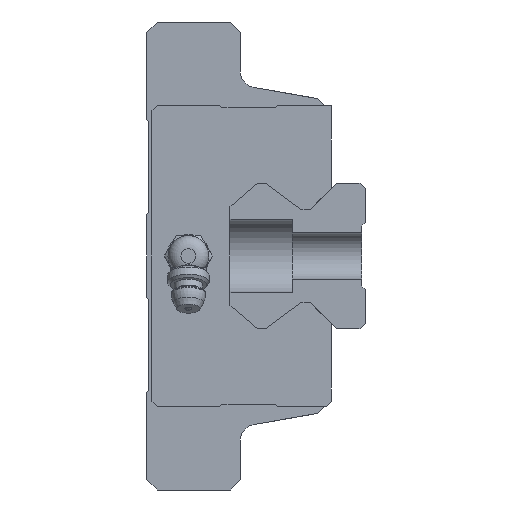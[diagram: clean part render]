
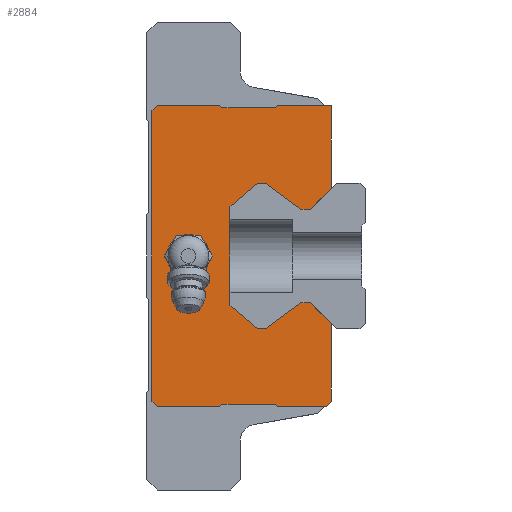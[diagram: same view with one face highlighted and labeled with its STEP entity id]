
A CAD part, left-side view. The second image highlights one B-rep face of the part: STEP entity #2884.
In plain terms, the highlighted planar face has unit normal (-1, 0, 0).
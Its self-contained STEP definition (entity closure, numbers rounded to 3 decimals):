
#640=ORIENTED_EDGE('',*,*,#1194,.F.);
#641=ORIENTED_EDGE('',*,*,#1223,.F.);
#642=ORIENTED_EDGE('',*,*,#1221,.F.);
#643=ORIENTED_EDGE('',*,*,#1219,.F.);
#644=ORIENTED_EDGE('',*,*,#1217,.F.);
#645=ORIENTED_EDGE('',*,*,#1215,.F.);
#646=ORIENTED_EDGE('',*,*,#1213,.F.);
#647=ORIENTED_EDGE('',*,*,#1211,.F.);
#648=ORIENTED_EDGE('',*,*,#1209,.F.);
#649=ORIENTED_EDGE('',*,*,#1207,.F.);
#650=ORIENTED_EDGE('',*,*,#1086,.F.);
#651=ORIENTED_EDGE('',*,*,#1083,.F.);
#652=ORIENTED_EDGE('',*,*,#1080,.F.);
#653=ORIENTED_EDGE('',*,*,#1077,.F.);
#654=ORIENTED_EDGE('',*,*,#1074,.F.);
#655=ORIENTED_EDGE('',*,*,#1071,.F.);
#656=ORIENTED_EDGE('',*,*,#1068,.F.);
#657=ORIENTED_EDGE('',*,*,#1065,.F.);
#658=ORIENTED_EDGE('',*,*,#1062,.F.);
#659=ORIENTED_EDGE('',*,*,#1059,.F.);
#660=ORIENTED_EDGE('',*,*,#1054,.F.);
#661=ORIENTED_EDGE('',*,*,#1206,.F.);
#662=ORIENTED_EDGE('',*,*,#1204,.F.);
#663=ORIENTED_EDGE('',*,*,#1202,.F.);
#664=ORIENTED_EDGE('',*,*,#1200,.F.);
#665=ORIENTED_EDGE('',*,*,#1198,.F.);
#666=ORIENTED_EDGE('',*,*,#1196,.F.);
#667=ORIENTED_EDGE('',*,*,#1224,.T.);
#668=ORIENTED_EDGE('',*,*,#1225,.T.);
#669=ORIENTED_EDGE('',*,*,#1226,.T.);
#670=ORIENTED_EDGE('',*,*,#1227,.T.);
#671=ORIENTED_EDGE('',*,*,#1228,.T.);
#672=ORIENTED_EDGE('',*,*,#1229,.T.);
#1054=EDGE_CURVE('',#1443,#1444,#1709,.T.);
#1059=EDGE_CURVE('',#1444,#1448,#1714,.T.);
#1062=EDGE_CURVE('',#1448,#1450,#1717,.T.);
#1065=EDGE_CURVE('',#1450,#1452,#1720,.T.);
#1068=EDGE_CURVE('',#1452,#1454,#1723,.T.);
#1071=EDGE_CURVE('',#1454,#1456,#1726,.T.);
#1074=EDGE_CURVE('',#1456,#1458,#1729,.T.);
#1077=EDGE_CURVE('',#1458,#1460,#1732,.T.);
#1080=EDGE_CURVE('',#1460,#1462,#1735,.T.);
#1083=EDGE_CURVE('',#1462,#1464,#1738,.T.);
#1086=EDGE_CURVE('',#1464,#1466,#1741,.T.);
#1194=EDGE_CURVE('',#1530,#1531,#1836,.T.);
#1196=EDGE_CURVE('',#1531,#1532,#1838,.T.);
#1198=EDGE_CURVE('',#1532,#1533,#1840,.T.);
#1200=EDGE_CURVE('',#1533,#1534,#1842,.T.);
#1202=EDGE_CURVE('',#1534,#1535,#1844,.T.);
#1204=EDGE_CURVE('',#1535,#1536,#1846,.T.);
#1206=EDGE_CURVE('',#1536,#1443,#1848,.T.);
#1207=EDGE_CURVE('',#1466,#1537,#1849,.T.);
#1209=EDGE_CURVE('',#1537,#1538,#1851,.T.);
#1211=EDGE_CURVE('',#1538,#1539,#1853,.T.);
#1213=EDGE_CURVE('',#1539,#1540,#1855,.T.);
#1215=EDGE_CURVE('',#1540,#1541,#1857,.T.);
#1217=EDGE_CURVE('',#1541,#1542,#1859,.T.);
#1219=EDGE_CURVE('',#1542,#1543,#1861,.T.);
#1221=EDGE_CURVE('',#1543,#1544,#1863,.T.);
#1223=EDGE_CURVE('',#1544,#1530,#1865,.T.);
#1224=EDGE_CURVE('',#1545,#1546,#1866,.T.);
#1225=EDGE_CURVE('',#1546,#1547,#1867,.T.);
#1226=EDGE_CURVE('',#1547,#1548,#1868,.T.);
#1227=EDGE_CURVE('',#1548,#1549,#1869,.T.);
#1228=EDGE_CURVE('',#1549,#1550,#1870,.T.);
#1229=EDGE_CURVE('',#1550,#1545,#1871,.T.);
#1443=VERTEX_POINT('',#4211);
#1444=VERTEX_POINT('',#4213);
#1448=VERTEX_POINT('',#4223);
#1450=VERTEX_POINT('',#4229);
#1452=VERTEX_POINT('',#4235);
#1454=VERTEX_POINT('',#4241);
#1456=VERTEX_POINT('',#4247);
#1458=VERTEX_POINT('',#4253);
#1460=VERTEX_POINT('',#4259);
#1462=VERTEX_POINT('',#4265);
#1464=VERTEX_POINT('',#4271);
#1466=VERTEX_POINT('',#4277);
#1530=VERTEX_POINT('',#4495);
#1531=VERTEX_POINT('',#4497);
#1532=VERTEX_POINT('',#4501);
#1533=VERTEX_POINT('',#4505);
#1534=VERTEX_POINT('',#4509);
#1535=VERTEX_POINT('',#4513);
#1536=VERTEX_POINT('',#4517);
#1537=VERTEX_POINT('',#4523);
#1538=VERTEX_POINT('',#4527);
#1539=VERTEX_POINT('',#4531);
#1540=VERTEX_POINT('',#4535);
#1541=VERTEX_POINT('',#4539);
#1542=VERTEX_POINT('',#4543);
#1543=VERTEX_POINT('',#4547);
#1544=VERTEX_POINT('',#4551);
#1545=VERTEX_POINT('',#4557);
#1546=VERTEX_POINT('',#4558);
#1547=VERTEX_POINT('',#4560);
#1548=VERTEX_POINT('',#4562);
#1549=VERTEX_POINT('',#4564);
#1550=VERTEX_POINT('',#4566);
#1709=LINE('',#4212,#2035);
#1714=LINE('',#4222,#2040);
#1717=LINE('',#4228,#2043);
#1720=LINE('',#4234,#2046);
#1723=LINE('',#4240,#2049);
#1726=LINE('',#4246,#2052);
#1729=LINE('',#4252,#2055);
#1732=LINE('',#4258,#2058);
#1735=LINE('',#4264,#2061);
#1738=LINE('',#4270,#2064);
#1741=LINE('',#4276,#2067);
#1836=LINE('',#4496,#2162);
#1838=LINE('',#4500,#2164);
#1840=LINE('',#4504,#2166);
#1842=LINE('',#4508,#2168);
#1844=LINE('',#4512,#2170);
#1846=LINE('',#4516,#2172);
#1848=LINE('',#4520,#2174);
#1849=LINE('',#4522,#2175);
#1851=LINE('',#4526,#2177);
#1853=LINE('',#4530,#2179);
#1855=LINE('',#4534,#2181);
#1857=LINE('',#4538,#2183);
#1859=LINE('',#4542,#2185);
#1861=LINE('',#4546,#2187);
#1863=LINE('',#4550,#2189);
#1865=LINE('',#4554,#2191);
#1866=LINE('',#4556,#2192);
#1867=LINE('',#4559,#2193);
#1868=LINE('',#4561,#2194);
#1869=LINE('',#4563,#2195);
#1870=LINE('',#4565,#2196);
#1871=LINE('',#4567,#2197);
#2035=VECTOR('',#3322,1000.);
#2040=VECTOR('',#3329,1000.);
#2043=VECTOR('',#3334,1000.);
#2046=VECTOR('',#3339,1000.);
#2049=VECTOR('',#3344,1000.);
#2052=VECTOR('',#3349,1000.);
#2055=VECTOR('',#3354,1000.);
#2058=VECTOR('',#3359,1000.);
#2061=VECTOR('',#3364,1000.);
#2064=VECTOR('',#3369,1000.);
#2067=VECTOR('',#3374,1000.);
#2162=VECTOR('',#3589,1000.);
#2164=VECTOR('',#3593,1000.);
#2166=VECTOR('',#3597,1000.);
#2168=VECTOR('',#3601,1000.);
#2170=VECTOR('',#3605,1000.);
#2172=VECTOR('',#3609,1000.);
#2174=VECTOR('',#3613,1000.);
#2175=VECTOR('',#3616,1000.);
#2177=VECTOR('',#3620,1000.);
#2179=VECTOR('',#3624,1000.);
#2181=VECTOR('',#3628,1000.);
#2183=VECTOR('',#3632,1000.);
#2185=VECTOR('',#3636,1000.);
#2187=VECTOR('',#3640,1000.);
#2189=VECTOR('',#3644,1000.);
#2191=VECTOR('',#3648,1000.);
#2192=VECTOR('',#3651,1000.);
#2193=VECTOR('',#3652,1000.);
#2194=VECTOR('',#3653,1000.);
#2195=VECTOR('',#3654,1000.);
#2196=VECTOR('',#3655,1000.);
#2197=VECTOR('',#3656,1000.);
#2396=EDGE_LOOP('',(#640,#641,#642,#643,#644,#645,#646,#647,#648,#649,#650,
#651,#652,#653,#654,#655,#656,#657,#658,#659,#660,#661,#662,#663,#664,#665,
#666));
#2397=EDGE_LOOP('',(#667,#668,#669,#670,#671,#672));
#2587=FACE_BOUND('',#2396,.T.);
#2588=FACE_BOUND('',#2397,.T.);
#2746=PLANE('',#3093);
#2884=ADVANCED_FACE('',(#2587,#2588),#2746,.F.);
#3093=AXIS2_PLACEMENT_3D('',#4555,#3649,#3650);
#3322=DIRECTION('',(0.,0.707,-0.707));
#3329=DIRECTION('',(0.,1.,0.));
#3334=DIRECTION('',(0.,0.807,0.591));
#3339=DIRECTION('',(0.,1.,0.));
#3344=DIRECTION('',(0.,0.758,-0.652));
#3349=DIRECTION('',(0.,0.,-1.));
#3354=DIRECTION('',(0.,-0.758,-0.652));
#3359=DIRECTION('',(0.,-1.,0.));
#3364=DIRECTION('',(0.,-0.807,0.591));
#3369=DIRECTION('',(0.,-1.,0.));
#3374=DIRECTION('',(0.,-0.707,-0.707));
#3589=DIRECTION('',(0.,-0.707,0.707));
#3593=DIRECTION('',(0.,-1.,0.));
#3597=DIRECTION('',(0.,-0.707,-0.707));
#3601=DIRECTION('',(0.,-1.,0.));
#3605=DIRECTION('',(0.,-0.707,0.707));
#3609=DIRECTION('',(0.,-1.,0.));
#3613=DIRECTION('',(0.,0.,-1.));
#3616=DIRECTION('',(0.,0.,-1.));
#3620=DIRECTION('',(0.,0.707,-0.707));
#3624=DIRECTION('',(0.,1.,0.));
#3628=DIRECTION('',(0.,0.707,0.707));
#3632=DIRECTION('',(0.,1.,0.));
#3636=DIRECTION('',(0.,0.707,-0.707));
#3640=DIRECTION('',(0.,1.,0.));
#3644=DIRECTION('',(0.,0.707,0.707));
#3648=DIRECTION('',(0.,0.,1.));
#3649=DIRECTION('',(1.,0.,0.));
#3650=DIRECTION('',(0.,0.,-1.));
#3651=DIRECTION('',(0.,1.,0.));
#3652=DIRECTION('',(0.,0.5,0.866));
#3653=DIRECTION('',(0.,-0.5,0.866));
#3654=DIRECTION('',(0.,-1.,0.));
#3655=DIRECTION('',(0.,-0.5,-0.866));
#3656=DIRECTION('',(0.,0.5,-0.866));
#4211=CARTESIAN_POINT('',(-58.95,-38.5,13.));
#4212=CARTESIAN_POINT('',(-58.95,-38.5,13.));
#4213=CARTESIAN_POINT('',(-58.95,-34.5,9.));
#4222=CARTESIAN_POINT('',(-58.95,-34.5,9.));
#4223=CARTESIAN_POINT('',(-58.95,-32.6,9.));
#4228=CARTESIAN_POINT('',(-58.95,-32.6,9.));
#4229=CARTESIAN_POINT('',(-58.95,-25.77,14.));
#4234=CARTESIAN_POINT('',(-58.95,-25.77,14.));
#4235=CARTESIAN_POINT('',(-58.95,-24.23,14.));
#4240=CARTESIAN_POINT('',(-58.95,-24.23,14.));
#4241=CARTESIAN_POINT('',(-58.95,-19.,9.5));
#4246=CARTESIAN_POINT('',(-58.95,-19.,9.5));
#4247=CARTESIAN_POINT('',(-58.95,-19.,-9.5));
#4252=CARTESIAN_POINT('',(-58.95,-19.,-9.5));
#4253=CARTESIAN_POINT('',(-58.95,-24.23,-14.));
#4258=CARTESIAN_POINT('',(-58.95,-24.23,-14.));
#4259=CARTESIAN_POINT('',(-58.95,-25.77,-14.));
#4264=CARTESIAN_POINT('',(-58.95,-25.77,-14.));
#4265=CARTESIAN_POINT('',(-58.95,-32.6,-9.));
#4270=CARTESIAN_POINT('',(-58.95,-32.6,-9.));
#4271=CARTESIAN_POINT('',(-58.95,-34.5,-9.));
#4276=CARTESIAN_POINT('',(-58.95,-34.5,-9.));
#4277=CARTESIAN_POINT('',(-58.95,-38.5,-13.));
#4495=CARTESIAN_POINT('',(-58.95,-4.,27.9));
#4496=CARTESIAN_POINT('',(-58.95,-4.,27.9));
#4497=CARTESIAN_POINT('',(-58.95,-5.,28.9));
#4500=CARTESIAN_POINT('',(-58.95,-5.,28.9));
#4501=CARTESIAN_POINT('',(-58.95,-17.05,28.9));
#4504=CARTESIAN_POINT('',(-58.95,-17.05,28.9));
#4505=CARTESIAN_POINT('',(-58.95,-17.45,28.5));
#4508=CARTESIAN_POINT('',(-58.95,-17.45,28.5));
#4509=CARTESIAN_POINT('',(-58.95,-27.75,28.5));
#4512=CARTESIAN_POINT('',(-58.95,-27.75,28.5));
#4513=CARTESIAN_POINT('',(-58.95,-28.15,28.9));
#4516=CARTESIAN_POINT('',(-58.95,-28.15,28.9));
#4517=CARTESIAN_POINT('',(-58.95,-38.5,28.9));
#4520=CARTESIAN_POINT('',(-58.95,-38.5,28.9));
#4522=CARTESIAN_POINT('',(-58.95,-38.5,-13.));
#4523=CARTESIAN_POINT('',(-58.95,-38.5,-27.9));
#4526=CARTESIAN_POINT('',(-58.95,-38.5,-27.9));
#4527=CARTESIAN_POINT('',(-58.95,-37.5,-28.9));
#4530=CARTESIAN_POINT('',(-58.95,-37.5,-28.9));
#4531=CARTESIAN_POINT('',(-58.95,-28.15,-28.9));
#4534=CARTESIAN_POINT('',(-58.95,-28.15,-28.9));
#4535=CARTESIAN_POINT('',(-58.95,-27.75,-28.5));
#4538=CARTESIAN_POINT('',(-58.95,-27.75,-28.5));
#4539=CARTESIAN_POINT('',(-58.95,-17.45,-28.5));
#4542=CARTESIAN_POINT('',(-58.95,-17.45,-28.5));
#4543=CARTESIAN_POINT('',(-58.95,-17.05,-28.9));
#4546=CARTESIAN_POINT('',(-58.95,-17.05,-28.9));
#4547=CARTESIAN_POINT('',(-58.95,-5.,-28.9));
#4550=CARTESIAN_POINT('',(-58.95,-5.,-28.9));
#4551=CARTESIAN_POINT('',(-58.95,-4.,-27.9));
#4554=CARTESIAN_POINT('',(-58.95,-4.,-27.9));
#4555=CARTESIAN_POINT('',(-58.95,0.,0.));
#4556=CARTESIAN_POINT('',(-58.95,-13.309,-4.));
#4557=CARTESIAN_POINT('',(-58.95,-13.309,-4.));
#4558=CARTESIAN_POINT('',(-58.95,-8.691,-4.));
#4559=CARTESIAN_POINT('',(-58.95,-8.691,-4.));
#4560=CARTESIAN_POINT('',(-58.95,-6.381,0.));
#4561=CARTESIAN_POINT('',(-58.95,-6.381,0.));
#4562=CARTESIAN_POINT('',(-58.95,-8.691,4.));
#4563=CARTESIAN_POINT('',(-58.95,-8.691,4.));
#4564=CARTESIAN_POINT('',(-58.95,-13.309,4.));
#4565=CARTESIAN_POINT('',(-58.95,-13.309,4.));
#4566=CARTESIAN_POINT('',(-58.95,-15.619,0.));
#4567=CARTESIAN_POINT('',(-58.95,-15.619,0.));
